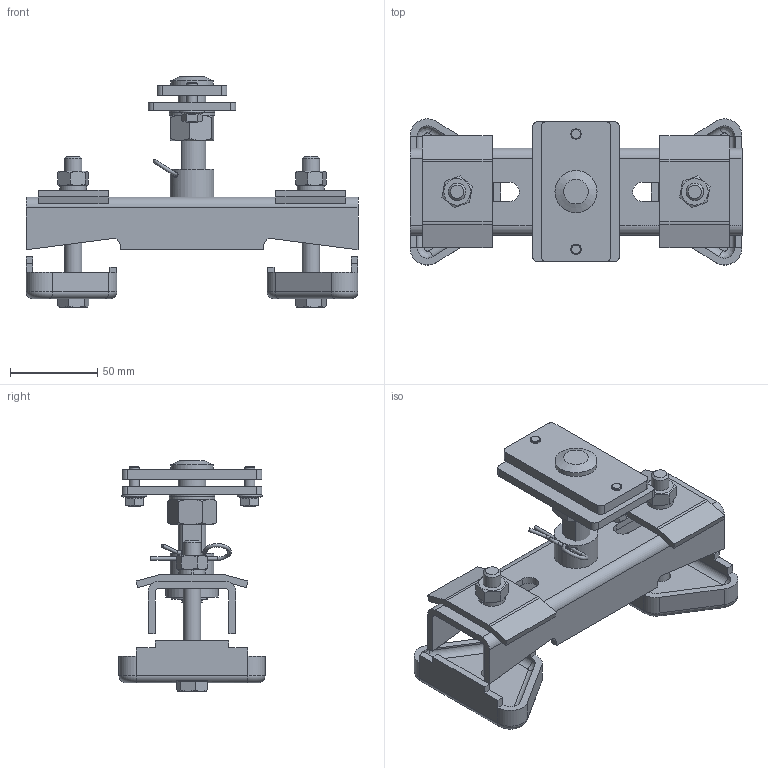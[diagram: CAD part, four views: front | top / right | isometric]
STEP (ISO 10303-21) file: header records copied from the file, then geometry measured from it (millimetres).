
FILE_DESCRIPTION(/* description */ ('ETA-3 ADJUSTABLE RIGID HANGER (85005354)'),/* implementation_level */ '2;1');
FILE_NAME(/* name */ '20139.stp',/* time_stamp */ '2020-12-18T14:21:57-05:00',/* author */ ('mnhhw'),/* organization */ (''),/* preprocessor_version */ 'ST-DEVELOPER v17',/* originating_system */ 'Autodesk Inventor 2019',/* authorisation */ '');
FILE_SCHEMA (('AUTOMOTIVE_DESIGN { 1 0 10303 214 3 1 1 }'));
Products named in the file (16): 20139; P1708-01-004; P1708-01-003; P1708-01-002; P1708-01-001; 法兰M6X16-N_GB_FASTENER_BOLT_HFBB M6X30-N; M16-N_GB_FASTENER_NUT_SNAB1 M16-N; RNPN12; 直径 16防松垫圈_GB_LOCK_WA
SHERS_TYPE1 16; 装配体1^ECA-MINI专用吊点1
90; P1708-01-006; P1708-01-007; GB／T5783-2000六角头螺栓全螺纹M
10×80; 螺母M10X1-N_GB_FASTENER_NUT_SNAB1XY M10X1-
N; GB／T93-1987标准型弹性垫圈(
装配)10×2．6; GB／T896-86开口挡圈12
Assembly tree (18 placements, depth 3):
  20139
    P1708-01-004
    P1708-01-003
    装配体1^ECA-MINI专用吊点1
90  x2
      P1708-01-006
      P1708-01-007
      GB／T5783-2000六角头螺栓全螺纹M
10×80
      螺母M10X1-N_GB_FASTENER_NUT_SNAB1XY M10X1-
N
      GB／T93-1987标准型弹性垫圈(
装配)10×2．6
    P1708-01-002
    P1708-01-001
    法兰M6X16-N_GB_FASTENER_BOLT_HFBB M6X30-N  x2
    直径 16防松垫圈_GB_LOCK_WA
SHERS_TYPE1 16  x2
    M16-N_GB_FASTENER_NUT_SNAB1 M16-N
    RNPN12
    GB／T896-86开口挡圈12
Bounding box: 190 x 83.57 x 131.9 mm (x, y, z)
Volume: 248469.8 mm3; surface area: 113894.1 mm2
Topology: 22 solids, 22 shells, 499 faces, 1319 edges, 873 vertices
Faces by surface type: plane 259, cylinder 158, cone 46, bspline 20, torus 16
Full cylindrical faces by diameter (mm): 2 x5, 3 x1, 5 x2, 6 x2, 6.5 x2, 8.917 x2, 10 x2, 11 x3, 12 x3, 13.835 x1, 14.5 x1, 16 x3, 17 x2, 24.1 x1, 25 x1, 26 x2, 30 x1
Entity records: 11321 total; most frequent: CARTESIAN_POINT 2569, DIRECTION 1751, ORIENTED_EDGE 1668, EDGE_CURVE 834, AXIS2_PLACEMENT_3D 662, VERTEX_POINT 559, LINE 427, VECTOR 427
